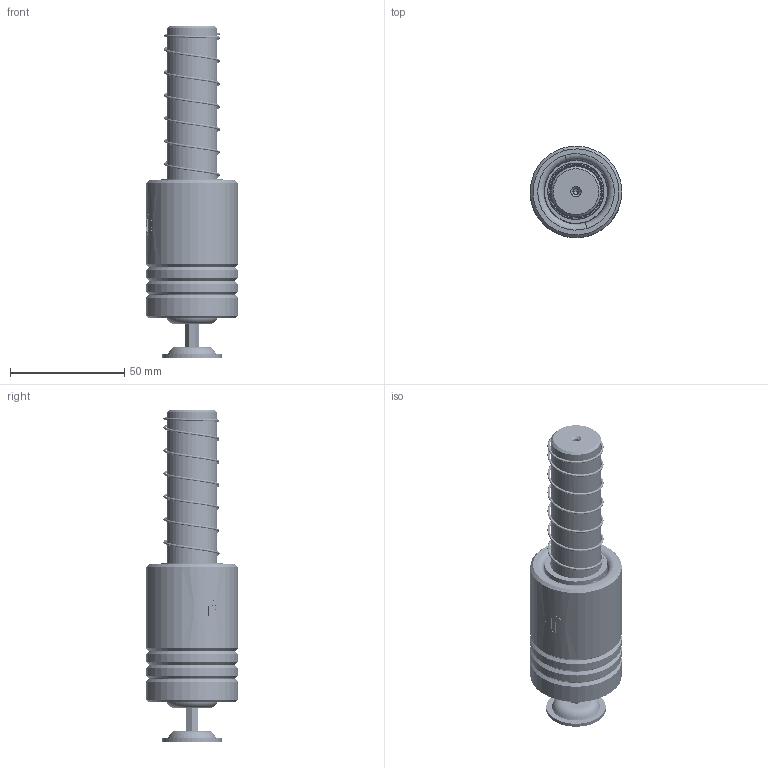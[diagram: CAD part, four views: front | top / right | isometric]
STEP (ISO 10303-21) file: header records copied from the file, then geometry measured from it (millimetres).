
FILE_DESCRIPTION (( 'STEP AP214' ), '1' );
FILE_NAME ('LMSH LMJH-D22-L130(BL-60).STEP', '2021-08-12T07:50:53', ( '' ), ( '' ), 'SwSTEP 2.0', 'SolidWorks 2016', '' );
FILE_SCHEMA (( 'AUTOMOTIVE_DESIGN' ));
Length unit declared in the file: millimetre
Products named in the file (307): BALL-D3; TBB-D40-d28-L60; GTM-26郪蚾; BSH-27.5-22.5-L60; GTM-3-縐种; LMSH LMJH-D22-L130(BL-60); GTM-M10蹟簽; GTM-26; BSH-D27.5-22.5-L60郪蚾; HWP-D24.5-d22.5-L70; DSPM-D22-L130
Assembly tree (300 placements, depth 3):
  BALL-D3
  BALL-D3
  BALL-D3
  BALL-D3
  BALL-D3
Bounding box: 39.95 x 39.94 x 145 mm (x, y, z)
Volume: 97324.7 mm3; surface area: 53240.5 mm2
Topology: 293 solids, 293 shells, 1313 faces, 5627 edges, 3739 vertices
Faces by surface type: sphere 1144, cylinder 50, plane 42, cone 34, torus 22, bspline 21
Entity records: 58250 total; most frequent: CARTESIAN_POINT 33449, ORIENTED_EDGE 4356, DIRECTION 3691, EDGE_CURVE 2178, AXIS2_PLACEMENT_3D 1761, VERTEX_POINT 1431, EDGE_LOOP 1303, B_SPLINE_CURVE_WITH_KNOTS 1252
